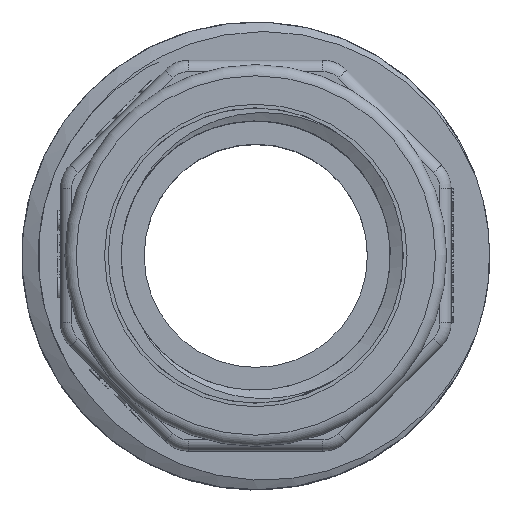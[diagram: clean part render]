
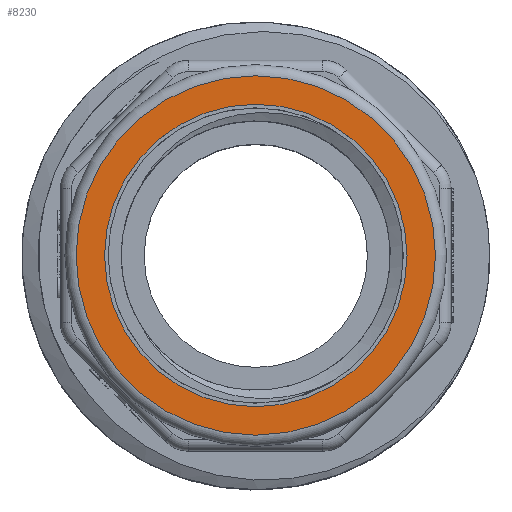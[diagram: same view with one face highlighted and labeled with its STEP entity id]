
A CAD part, top view. The second image highlights one B-rep face of the part: STEP entity #8230.
In plain terms, the highlighted planar face has unit normal (0, 0, 1).
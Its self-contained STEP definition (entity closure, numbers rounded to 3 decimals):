
#219=FACE_BOUND('',#1386,.T.);
#448=PLANE('',#8648);
#894=FACE_OUTER_BOUND('',#1385,.T.);
#1385=EDGE_LOOP('',(#7699));
#1386=EDGE_LOOP('',(#7700));
#1490=CIRCLE('',#8649,16.1);
#1491=CIRCLE('',#8650,13.55);
#4117=VERTEX_POINT('',#20891);
#4118=VERTEX_POINT('',#20893);
#5312=EDGE_CURVE('',#4117,#4117,#1490,.T.);
#5313=EDGE_CURVE('',#4118,#4118,#1491,.T.);
#7699=ORIENTED_EDGE('',*,*,#5312,.T.);
#7700=ORIENTED_EDGE('',*,*,#5313,.T.);
#8230=ADVANCED_FACE('',(#894,#219),#448,.T.);
#8648=AXIS2_PLACEMENT_3D('',#20890,#10195,#10196);
#8649=AXIS2_PLACEMENT_3D('',#20892,#10197,#10198);
#8650=AXIS2_PLACEMENT_3D('',#20894,#10199,#10200);
#10195=DIRECTION('center_axis',(0.,0.,1.));
#10196=DIRECTION('ref_axis',(1.,0.,0.));
#10197=DIRECTION('center_axis',(0.,0.,1.));
#10198=DIRECTION('ref_axis',(1.,0.,0.));
#10199=DIRECTION('center_axis',(0.,0.,-1.));
#10200=DIRECTION('ref_axis',(-1.,0.,0.));
#20890=CARTESIAN_POINT('Origin',(0.,0.,
37.));
#20891=CARTESIAN_POINT('',(-16.1,0.,37.));
#20892=CARTESIAN_POINT('Origin',(0.,0.,
37.));
#20893=CARTESIAN_POINT('',(13.55,0.,37.));
#20894=CARTESIAN_POINT('Origin',(0.,0.,
37.));
